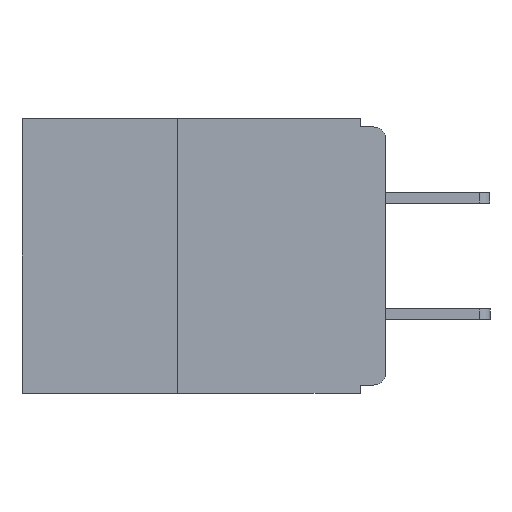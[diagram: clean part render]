
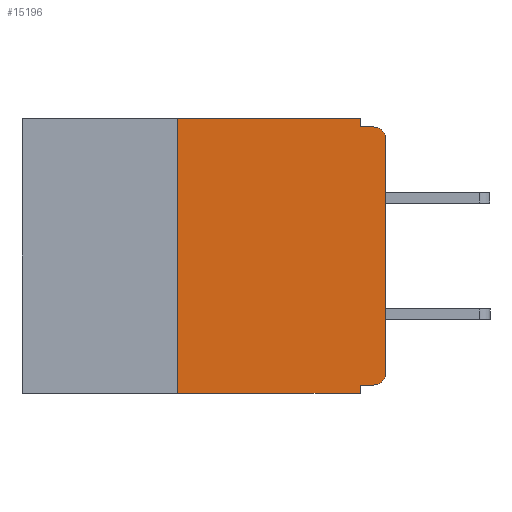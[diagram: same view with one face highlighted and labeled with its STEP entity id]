
A CAD part, left-side view. The second image highlights one B-rep face of the part: STEP entity #15196.
In plain terms, the highlighted planar face has unit normal (-1, 0, 0).
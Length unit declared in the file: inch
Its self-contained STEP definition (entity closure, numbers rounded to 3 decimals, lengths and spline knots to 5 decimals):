
#120 = VECTOR ( 'NONE', #14214, 39.37008 ) ;
#598 = VERTEX_POINT ( 'NONE', #15479 ) ;
#975 = DIRECTION ( 'NONE',  ( 0., 0., -1. ) ) ;
#977 = DIRECTION ( 'NONE',  ( -1., 0., 0. ) ) ;
#1001 = ORIENTED_EDGE ( 'NONE', *, *, #7693, .T. ) ;
#1017 = CARTESIAN_POINT ( 'NONE',  ( 0., 0.015, -0.305 ) ) ;
#1121 = VECTOR ( 'NONE', #8003, 39.37008 ) ;
#1145 = EDGE_CURVE ( 'NONE', #19183, #598, #6041, .T. ) ;
#1484 = VERTEX_POINT ( 'NONE', #13844 ) ;
#1683 = VECTOR ( 'NONE', #11715, 39.37008 ) ;
#2000 = VERTEX_POINT ( 'NONE', #9067 ) ;
#2376 = CARTESIAN_POINT ( 'NONE',  ( 0., 0., -0.01 ) ) ;
#2589 = VERTEX_POINT ( 'NONE', #3889 ) ;
#2636 = VERTEX_POINT ( 'NONE', #3275 ) ;
#2859 = VERTEX_POINT ( 'NONE', #19285 ) ;
#3275 = CARTESIAN_POINT ( 'NONE',  ( 0., 0.031, -0.01 ) ) ;
#3364 = ORIENTED_EDGE ( 'NONE', *, *, #15245, .F. ) ;
#3538 = LINE ( 'NONE', #7666, #10877 ) ;
#3790 = PLANE ( 'NONE',  #5791 ) ;
#3889 = CARTESIAN_POINT ( 'NONE',  ( 0., 0.015, -0.32 ) ) ;
#5342 = DIRECTION ( 'NONE',  ( 1., 0., 0. ) ) ;
#5603 = DIRECTION ( 'NONE',  ( 0., 0., 1. ) ) ;
#5772 = LINE ( 'NONE', #2376, #1683 ) ;
#5791 = AXIS2_PLACEMENT_3D ( 'NONE', #11584, #5342, #16122 ) ;
#6041 = CIRCLE ( 'NONE', #19161, 0.015 ) ;
#6240 = EDGE_CURVE ( 'NONE', #11759, #1484, #12450, .T. ) ;
#6244 = DIRECTION ( 'NONE',  ( 0., 0., -1. ) ) ;
#6294 = ORIENTED_EDGE ( 'NONE', *, *, #6240, .F. ) ;
#6314 = DIRECTION ( 'NONE',  ( -1., 0., 0. ) ) ;
#6620 = CARTESIAN_POINT ( 'NONE',  ( 0., 0.031, 0. ) ) ;
#6769 = EDGE_CURVE ( 'NONE', #13477, #2636, #10153, .T. ) ;
#6799 = ORIENTED_EDGE ( 'NONE', *, *, #15021, .T. ) ;
#6946 = EDGE_CURVE ( 'NONE', #2859, #2000, #3538, .T. ) ;
#7070 = CARTESIAN_POINT ( 'NONE',  ( 0., 0., -0.32 ) ) ;
#7641 = DIRECTION ( 'NONE',  ( 0., 0., -1. ) ) ;
#7666 = CARTESIAN_POINT ( 'NONE',  ( 0., 0.031, -0.33 ) ) ;
#7693 = EDGE_CURVE ( 'NONE', #2589, #17124, #18611, .T. ) ;
#7936 = CARTESIAN_POINT ( 'NONE',  ( 0., 0.437, 0. ) ) ;
#8003 = DIRECTION ( 'NONE',  ( 0., -1., 0. ) ) ;
#8507 = ORIENTED_EDGE ( 'NONE', *, *, #6769, .F. ) ;
#8976 = VECTOR ( 'NONE', #5603, 39.37008 ) ;
#9022 = DIRECTION ( 'NONE',  ( 0., 0., -1. ) ) ;
#9067 = CARTESIAN_POINT ( 'NONE',  ( 0., 0.031, -0.33 ) ) ;
#9070 = CARTESIAN_POINT ( 'NONE',  ( 0., 0.031, 0. ) ) ;
#9123 = LINE ( 'NONE', #7070, #16735 ) ;
#9371 = LINE ( 'NONE', #7936, #1121 ) ;
#9725 = VECTOR ( 'NONE', #11236, 39.37008 ) ;
#10153 = LINE ( 'NONE', #9070, #13695 ) ;
#10214 = ORIENTED_EDGE ( 'NONE', *, *, #1145, .T. ) ;
#10877 = VECTOR ( 'NONE', #7641, 39.37008 ) ;
#11126 = CARTESIAN_POINT ( 'NONE',  ( 0., 0., -0.025 ) ) ;
#11236 = DIRECTION ( 'NONE',  ( 0., -1., 0. ) ) ;
#11584 = CARTESIAN_POINT ( 'NONE',  ( 0., 0.437, 0. ) ) ;
#11715 = DIRECTION ( 'NONE',  ( 0., -1., 0. ) ) ;
#11759 = VERTEX_POINT ( 'NONE', #13164 ) ;
#11953 = CARTESIAN_POINT ( 'NONE',  ( 0., 0., -0.305 ) ) ;
#12450 = LINE ( 'NONE', #14259, #120 ) ;
#12694 = CARTESIAN_POINT ( 'NONE',  ( 0., 0.015, -0.025 ) ) ;
#12749 = AXIS2_PLACEMENT_3D ( 'NONE', #1017, #977, #975 ) ;
#13164 = CARTESIAN_POINT ( 'NONE',  ( 0., 0.25, -0.33 ) ) ;
#13477 = VERTEX_POINT ( 'NONE', #6620 ) ;
#13695 = VECTOR ( 'NONE', #9022, 39.37008 ) ;
#13726 = EDGE_LOOP ( 'NONE', ( #17316, #10214, #3364, #8507, #18024, #6294, #6799, #18953, #19375, #1001 ) ) ;
#13770 = LINE ( 'NONE', #17244, #9725 ) ;
#13844 = CARTESIAN_POINT ( 'NONE',  ( 0., 0.25, 0. ) ) ;
#14214 = DIRECTION ( 'NONE',  ( 0., 0., 1. ) ) ;
#14259 = CARTESIAN_POINT ( 'NONE',  ( 0., 0.25, -0.33 ) ) ;
#14862 = CARTESIAN_POINT ( 'NONE',  ( 0., 0., 0. ) ) ;
#15021 = EDGE_CURVE ( 'NONE', #11759, #2000, #13770, .T. ) ;
#15196 = ADVANCED_FACE ( 'NONE', ( #18474 ), #3790, .F. ) ;
#15245 = EDGE_CURVE ( 'NONE', #2636, #598, #5772, .T. ) ;
#15309 = EDGE_CURVE ( 'NONE', #17124, #19183, #16602, .T. ) ;
#15479 = CARTESIAN_POINT ( 'NONE',  ( 0., 0.015, -0.01 ) ) ;
#16122 = DIRECTION ( 'NONE',  ( 0., 0., -1. ) ) ;
#16602 = LINE ( 'NONE', #14862, #8976 ) ;
#16735 = VECTOR ( 'NONE', #17748, 39.37008 ) ;
#17124 = VERTEX_POINT ( 'NONE', #11953 ) ;
#17244 = CARTESIAN_POINT ( 'NONE',  ( 0., 0.437, -0.33 ) ) ;
#17316 = ORIENTED_EDGE ( 'NONE', *, *, #15309, .T. ) ;
#17748 = DIRECTION ( 'NONE',  ( 0., 1., 0. ) ) ;
#18024 = ORIENTED_EDGE ( 'NONE', *, *, #19175, .F. ) ;
#18334 = EDGE_CURVE ( 'NONE', #2589, #2859, #9123, .T. ) ;
#18474 = FACE_OUTER_BOUND ( 'NONE', #13726, .T. ) ;
#18611 = CIRCLE ( 'NONE', #12749, 0.015 ) ;
#18953 = ORIENTED_EDGE ( 'NONE', *, *, #6946, .F. ) ;
#19161 = AXIS2_PLACEMENT_3D ( 'NONE', #12694, #6314, #6244 ) ;
#19175 = EDGE_CURVE ( 'NONE', #1484, #13477, #9371, .T. ) ;
#19183 = VERTEX_POINT ( 'NONE', #11126 ) ;
#19285 = CARTESIAN_POINT ( 'NONE',  ( 0., 0.031, -0.32 ) ) ;
#19375 = ORIENTED_EDGE ( 'NONE', *, *, #18334, .F. ) ;
